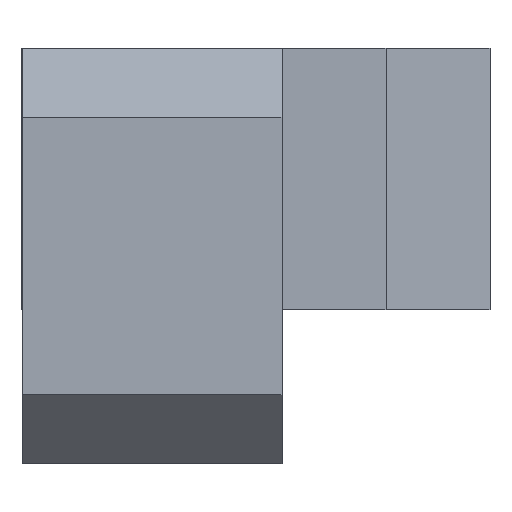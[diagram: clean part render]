
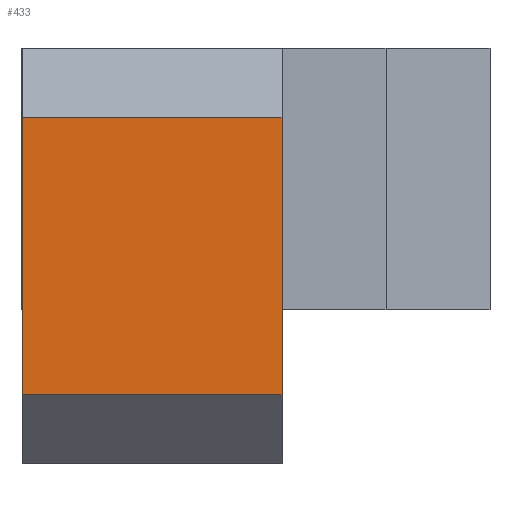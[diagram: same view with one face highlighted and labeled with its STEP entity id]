
A CAD part, front view. The second image highlights one B-rep face of the part: STEP entity #433.
In plain terms, the highlighted planar face has unit normal (0, -1, 0).
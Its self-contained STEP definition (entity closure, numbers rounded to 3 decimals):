
#38=FACE_OUTER_BOUND('',#63,.T.);
#63=EDGE_LOOP('',(#348,#349,#350,#351));
#83=LINE('',#616,#137);
#115=LINE('',#686,#169);
#116=LINE('',#689,#170);
#117=LINE('',#690,#171);
#137=VECTOR('',#498,10.);
#169=VECTOR('',#556,10.);
#170=VECTOR('',#559,10.);
#171=VECTOR('',#560,10.);
#184=VERTEX_POINT('',#601);
#191=VERTEX_POINT('',#614);
#216=VERTEX_POINT('',#684);
#217=VERTEX_POINT('',#688);
#231=EDGE_CURVE('',#191,#184,#83,.T.);
#267=EDGE_CURVE('',#216,#184,#115,.T.);
#268=EDGE_CURVE('',#217,#191,#116,.T.);
#269=EDGE_CURVE('',#217,#216,#117,.T.);
#348=ORIENTED_EDGE('',*,*,#267,.T.);
#349=ORIENTED_EDGE('',*,*,#231,.F.);
#350=ORIENTED_EDGE('',*,*,#268,.F.);
#351=ORIENTED_EDGE('',*,*,#269,.T.);
#414=PLANE('',#473);
#433=ADVANCED_FACE('',(#38),#414,.T.);
#473=AXIS2_PLACEMENT_3D('',#687,#557,#558);
#498=DIRECTION('',(0.,0.,1.));
#556=DIRECTION('',(-1.,0.,0.));
#557=DIRECTION('center_axis',(0.,-1.,0.));
#558=DIRECTION('ref_axis',(0.,0.,-1.));
#559=DIRECTION('',(-1.,0.,0.));
#560=DIRECTION('',(0.,0.,1.));
#601=CARTESIAN_POINT('',(15.,5.,-4.4));
#614=CARTESIAN_POINT('',(15.,5.,-12.4));
#616=CARTESIAN_POINT('',(15.,5.,-6.9));
#684=CARTESIAN_POINT('',(22.5,5.,-4.4));
#686=CARTESIAN_POINT('',(17.5,5.,-4.4));
#687=CARTESIAN_POINT('Origin',(17.5,5.,-3.4));
#688=CARTESIAN_POINT('',(22.5,5.,-12.4));
#689=CARTESIAN_POINT('',(17.5,5.,-12.4));
#690=CARTESIAN_POINT('',(22.5,5.,-5.9));
